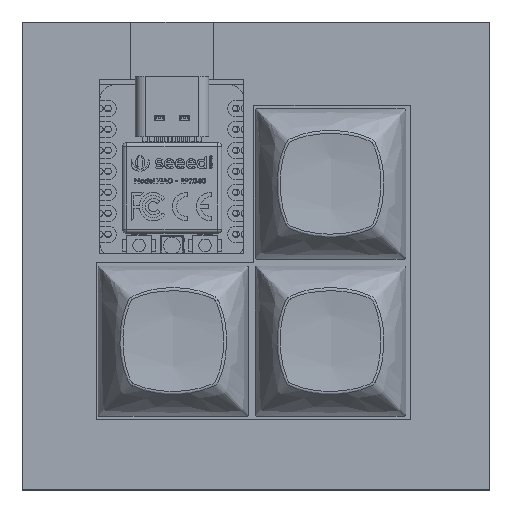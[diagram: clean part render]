
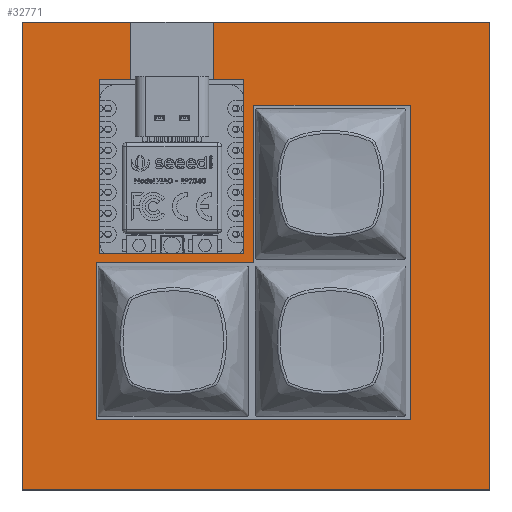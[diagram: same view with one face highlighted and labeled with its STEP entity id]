
A CAD part, top view. The second image highlights one B-rep face of the part: STEP entity #32771.
In plain terms, the highlighted planar face has unit normal (0, 0, 1).
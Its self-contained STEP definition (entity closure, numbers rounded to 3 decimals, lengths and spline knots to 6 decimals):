
#2324=LINE('',#49990,#5664);
#2327=LINE('',#49996,#5667);
#2329=LINE('',#50000,#5669);
#2331=LINE('',#50004,#5671);
#2333=LINE('',#50008,#5673);
#2335=LINE('',#50012,#5675);
#2337=LINE('',#50016,#5677);
#2339=LINE('',#50020,#5679);
#2341=LINE('',#50024,#5681);
#2343=LINE('',#50028,#5683);
#2345=LINE('',#50032,#5685);
#2346=LINE('',#50036,#5686);
#2348=LINE('',#50041,#5688);
#2351=LINE('',#50047,#5691);
#2353=LINE('',#50051,#5693);
#2355=LINE('',#50055,#5695);
#2357=LINE('',#50059,#5697);
#2358=LINE('',#50061,#5698);
#5664=VECTOR('',#39962,1.);
#5667=VECTOR('',#39967,1.);
#5669=VECTOR('',#39971,1.);
#5671=VECTOR('',#39975,1.);
#5673=VECTOR('',#39979,1.);
#5675=VECTOR('',#39983,1.);
#5677=VECTOR('',#39987,1.);
#5679=VECTOR('',#39991,1.);
#5681=VECTOR('',#39995,1.);
#5683=VECTOR('',#39999,1.);
#5685=VECTOR('',#40003,1.);
#5686=VECTOR('',#40010,1.);
#5688=VECTOR('',#40016,1.);
#5691=VECTOR('',#40021,1.);
#5693=VECTOR('',#40025,1.);
#5695=VECTOR('',#40029,1.);
#5697=VECTOR('',#40033,1.);
#5698=VECTOR('',#40036,1.);
#9655=ORIENTED_EDGE('',*,*,#18646,.F.);
#9656=ORIENTED_EDGE('',*,*,#18649,.F.);
#9657=ORIENTED_EDGE('',*,*,#18651,.F.);
#9658=ORIENTED_EDGE('',*,*,#18653,.T.);
#9659=ORIENTED_EDGE('',*,*,#18655,.T.);
#9660=ORIENTED_EDGE('',*,*,#18656,.F.);
#9661=ORIENTED_EDGE('',*,*,#18644,.F.);
#9662=ORIENTED_EDGE('',*,*,#18622,.T.);
#9663=ORIENTED_EDGE('',*,*,#18625,.F.);
#9664=ORIENTED_EDGE('',*,*,#18627,.T.);
#9665=ORIENTED_EDGE('',*,*,#18629,.T.);
#9666=ORIENTED_EDGE('',*,*,#18631,.T.);
#9667=ORIENTED_EDGE('',*,*,#18633,.T.);
#9668=ORIENTED_EDGE('',*,*,#18635,.T.);
#9669=ORIENTED_EDGE('',*,*,#18637,.F.);
#9670=ORIENTED_EDGE('',*,*,#18639,.F.);
#9671=ORIENTED_EDGE('',*,*,#18641,.T.);
#9672=ORIENTED_EDGE('',*,*,#18643,.T.);
#18622=EDGE_CURVE('',#23210,#23209,#2324,.T.);
#18625=EDGE_CURVE('',#23211,#23209,#2327,.T.);
#18627=EDGE_CURVE('',#23211,#23212,#2329,.T.);
#18629=EDGE_CURVE('',#23212,#23213,#2331,.T.);
#18631=EDGE_CURVE('',#23213,#23214,#2333,.T.);
#18633=EDGE_CURVE('',#23214,#23215,#2335,.T.);
#18635=EDGE_CURVE('',#23215,#23216,#2337,.T.);
#18637=EDGE_CURVE('',#23217,#23216,#2339,.T.);
#18639=EDGE_CURVE('',#23218,#23217,#2341,.T.);
#18641=EDGE_CURVE('',#23218,#23219,#2343,.T.);
#18643=EDGE_CURVE('',#23219,#23220,#2345,.T.);
#18644=EDGE_CURVE('',#23210,#23220,#2346,.T.);
#18646=EDGE_CURVE('',#23221,#23222,#2348,.T.);
#18649=EDGE_CURVE('',#23223,#23221,#2351,.T.);
#18651=EDGE_CURVE('',#23224,#23223,#2353,.T.);
#18653=EDGE_CURVE('',#23224,#23225,#2355,.T.);
#18655=EDGE_CURVE('',#23225,#23226,#2357,.T.);
#18656=EDGE_CURVE('',#23222,#23226,#2358,.T.);
#23209=VERTEX_POINT('',#49989);
#23210=VERTEX_POINT('',#49991);
#23211=VERTEX_POINT('',#49995);
#23212=VERTEX_POINT('',#49999);
#23213=VERTEX_POINT('',#50003);
#23214=VERTEX_POINT('',#50007);
#23215=VERTEX_POINT('',#50011);
#23216=VERTEX_POINT('',#50015);
#23217=VERTEX_POINT('',#50019);
#23218=VERTEX_POINT('',#50023);
#23219=VERTEX_POINT('',#50027);
#23220=VERTEX_POINT('',#50031);
#23221=VERTEX_POINT('',#50040);
#23222=VERTEX_POINT('',#50042);
#23223=VERTEX_POINT('',#50046);
#23224=VERTEX_POINT('',#50050);
#23225=VERTEX_POINT('',#50054);
#23226=VERTEX_POINT('',#50058);
#26970=EDGE_LOOP('',(#9655,#9656,#9657,#9658,#9659,#9660));
#26971=EDGE_LOOP('',(#9661,#9662,#9663,#9664,#9665,#9666,#9667,#9668,#9669,
#9670,#9671,#9672));
#29189=FACE_BOUND('',#26970,.T.);
#29190=FACE_BOUND('',#26971,.T.);
#31319=PLANE('',#36826);
#32771=ADVANCED_FACE('',(#29189,#29190),#31319,.T.);
#36826=AXIS2_PLACEMENT_3D('',#50062,#40037,#40038);
#39962=DIRECTION('',(0.,-1.,0.));
#39967=DIRECTION('',(1.,0.,0.));
#39971=DIRECTION('',(0.,1.,0.));
#39975=DIRECTION('',(1.,0.,0.));
#39979=DIRECTION('',(0.,-1.,0.));
#39983=DIRECTION('',(1.,0.,0.));
#39987=DIRECTION('',(0.,1.,0.));
#39991=DIRECTION('',(1.,0.,0.));
#39995=DIRECTION('',(0.,1.,0.));
#39999=DIRECTION('',(1.,0.,0.));
#40003=DIRECTION('',(0.,1.,0.));
#40010=DIRECTION('',(1.,0.,0.));
#40016=DIRECTION('',(0.,1.,0.));
#40021=DIRECTION('',(1.,0.,0.));
#40025=DIRECTION('',(0.,-1.,0.));
#40029=DIRECTION('',(1.,0.,0.));
#40033=DIRECTION('',(0.,-1.,0.));
#40036=DIRECTION('',(-1.,0.001,0.));
#40037=DIRECTION('',(0.,0.,1.));
#40038=DIRECTION('',(1.,0.,0.));
#49989=CARTESIAN_POINT('',(0.021325,0.00146,0.016635));
#49990=CARTESIAN_POINT('',(0.021325,0.,0.016635));
#49991=CARTESIAN_POINT('',(0.021325,0.00515,0.016635));
#49995=CARTESIAN_POINT('',(0.000325,0.00146,0.016635));
#49996=CARTESIAN_POINT('',(0.010825,0.00146,0.016635));
#49999=CARTESIAN_POINT('',(0.000325,0.01896,0.016635));
#50000=CARTESIAN_POINT('',(0.000325,0.01021,0.016635));
#50003=CARTESIAN_POINT('',(0.021325,0.01896,0.016635));
#50004=CARTESIAN_POINT('',(0.010825,0.01896,0.016635));
#50007=CARTESIAN_POINT('',(0.021325,0.01518,0.016635));
#50008=CARTESIAN_POINT('',(0.021325,0.,0.016635));
#50011=CARTESIAN_POINT('',(0.028325,0.01518,0.016635));
#50012=CARTESIAN_POINT('',(0.024825,0.01518,0.016635));
#50015=CARTESIAN_POINT('',(0.028325,0.028325,0.016635));
#50016=CARTESIAN_POINT('',(0.028325,0.,0.016635));
#50019=CARTESIAN_POINT('',(-0.028325,0.028325,0.016635));
#50020=CARTESIAN_POINT('',(0.,0.028325,0.016635));
#50023=CARTESIAN_POINT('',(-0.028325,-0.028325,0.016635));
#50024=CARTESIAN_POINT('',(-0.028325,0.,0.016635));
#50027=CARTESIAN_POINT('',(0.028325,-0.028325,0.016635));
#50028=CARTESIAN_POINT('',(0.,-0.028325,0.016635));
#50031=CARTESIAN_POINT('',(0.028325,0.00515,0.016635));
#50032=CARTESIAN_POINT('',(0.028325,0.,0.016635));
#50036=CARTESIAN_POINT('',(0.024825,0.00515,0.016635));
#50040=CARTESIAN_POINT('',(0.018215,-0.01873,0.016635));
#50041=CARTESIAN_POINT('',(0.018215,-0.00923,0.016635));
#50042=CARTESIAN_POINT('',(0.018215,0.00027,0.016635));
#50046=CARTESIAN_POINT('',(-0.019835,-0.01873,0.016635));
#50047=CARTESIAN_POINT('',(-0.00081,-0.01873,0.016635));
#50050=CARTESIAN_POINT('',(-0.019835,0.01932,0.016635));
#50051=CARTESIAN_POINT('',(-0.019835,0.000295,0.016635));
#50054=CARTESIAN_POINT('',(-0.000835,0.01932,0.016635));
#50055=CARTESIAN_POINT('',(-0.010335,0.01932,0.016635));
#50058=CARTESIAN_POINT('',(-0.000835,0.000295,0.016635));
#50059=CARTESIAN_POINT('',(-0.000835,0.009808,0.016635));
#50061=CARTESIAN_POINT('',(0.00869,0.000282,0.016635));
#50062=CARTESIAN_POINT('',(0.,0.,0.016635));
